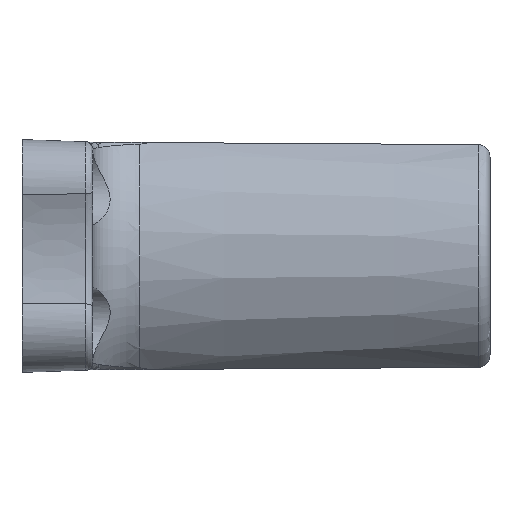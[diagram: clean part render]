
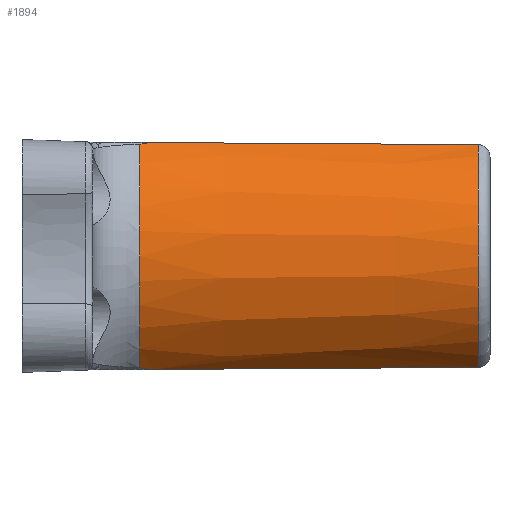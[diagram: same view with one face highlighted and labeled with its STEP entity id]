
A CAD part, left-side view. The second image highlights one B-rep face of the part: STEP entity #1894.
In plain terms, the highlighted conical face has half-angle 4.131 degrees and reference radius 50 mm.
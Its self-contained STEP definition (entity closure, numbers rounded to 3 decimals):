
#89 = CARTESIAN_POINT ( 'NONE',  ( -24.438, 4.968, -44.032 ) ) ;
#96 = VERTEX_POINT ( 'NONE', #2374 ) ;
#116 = CARTESIAN_POINT ( 'NONE',  ( -39.23, 132.656, 44.845 ) ) ;
#121 = EDGE_CURVE ( 'NONE', #3942, #96, #2027, .T. ) ;
#197 = CARTESIAN_POINT ( 'NONE',  ( -40.269, 137.284, 44.367 ) ) ;
#211 = CARTESIAN_POINT ( 'NONE',  ( -24.415, 4.75, 44.027 ) ) ;
#295 = EDGE_CURVE ( 'NONE', #983, #337, #4523, .T. ) ;
#337 = VERTEX_POINT ( 'NONE', #3340 ) ;
#396 = EDGE_CURVE ( 'NONE', #3942, #3075, #3762, .T. ) ;
#425 = CARTESIAN_POINT ( 'NONE',  ( -24.438, 4.968, -44.032 ) ) ;
#459 = CARTESIAN_POINT ( 'NONE',  ( -40.704, 138.441, -44.081 ) ) ;
#498 = CARTESIAN_POINT ( 'NONE',  ( -31.137, 58.107, -44.37 ) ) ;
#508 = ORIENTED_EDGE ( 'NONE', *, *, #3009, .T. ) ;
#525 = CARTESIAN_POINT ( 'NONE',  ( -31.137, 58.11, 44.37 ) ) ;
#599 = CARTESIAN_POINT ( 'NONE',  ( -40.704, 138.441, 44.081 ) ) ;
#699 = DIRECTION ( 'NONE',  ( 0., 0., -1. ) ) ;
#773 = EDGE_CURVE ( 'NONE', #895, #3075, #979, .T. ) ;
#833 = CARTESIAN_POINT ( 'NONE',  ( -39.23, 132.656, 44.845 ) ) ;
#895 = VERTEX_POINT ( 'NONE', #1083 ) ;
#965 = ORIENTED_EDGE ( 'NONE', *, *, #121, .T. ) ;
#979 = B_SPLINE_CURVE_WITH_KNOTS ( 'NONE', 3,
 ( #2075, #211, #1593, #4295 ),
 .UNSPECIFIED., .F., .F.,
 ( 4, 4 ),
 ( 0., 0. ),
 .UNSPECIFIED. ) ;
#983 = VERTEX_POINT ( 'NONE', #1912 ) ;
#1015 = CARTESIAN_POINT ( 'NONE',  ( -25.896, 15.581, 44.099 ) ) ;
#1083 = CARTESIAN_POINT ( 'NONE',  ( -24.413, 4.64, 44.019 ) ) ;
#1165 = CARTESIAN_POINT ( 'NONE',  ( -34.777, 90.039, 44.573 ) ) ;
#1167 = CARTESIAN_POINT ( 'NONE',  ( -40.613, 138.213, 44.143 ) ) ;
#1405 = CARTESIAN_POINT ( 'NONE',  ( 0., 138.441, 0. ) ) ;
#1488 = CARTESIAN_POINT ( 'NONE',  ( -40.48, 137.867, 44.231 ) ) ;
#1561 = ORIENTED_EDGE ( 'NONE', *, *, #4094, .F. ) ;
#1593 = CARTESIAN_POINT ( 'NONE',  ( -24.423, 4.859, 44.031 ) ) ;
#1673 = CARTESIAN_POINT ( 'NONE',  ( -39.333, 133.667, -44.851 ) ) ;
#1737 = CARTESIAN_POINT ( 'NONE',  ( -40.351, 137.518, 44.315 ) ) ;
#1881 = DIRECTION ( 'NONE',  ( 0., 1., 0. ) ) ;
#1894 = ADVANCED_FACE ( 'NONE', ( #4907 ), #2141, .T. ) ;
#1912 = CARTESIAN_POINT ( 'NONE',  ( -40.704, 138.441, -44.081 ) ) ;
#1955 = CARTESIAN_POINT ( 'NONE',  ( -24.413, 4.64, -44.019 ) ) ;
#1957 = CARTESIAN_POINT ( 'NONE',  ( -39.23, 132.656, -44.845 ) ) ;
#2027 = B_SPLINE_CURVE_WITH_KNOTS ( 'NONE', 3,
 ( #833, #4123, #3882, #2783, #3801, #197, #1737, #1488, #4847, #1167, #4276, #599 ),
 .UNSPECIFIED., .F., .F.,
 ( 4, 2, 2, 2, 2, 4 ),
 ( 0., 0.003, 0.005, 0.005, 0.006, 0.006 ),
 .UNSPECIFIED. ) ;
#2051 = B_SPLINE_CURVE_WITH_KNOTS ( 'NONE', 3,
 ( #4820, #4099, #2674, #3145, #498, #3299, #3070, #1957 ),
 .UNSPECIFIED., .F., .F.,
 ( 4, 2, 2, 4 ),
 ( 0.005, 0.037, 0.069, 0.134 ),
 .UNSPECIFIED. ) ;
#2075 = CARTESIAN_POINT ( 'NONE',  ( -24.413, 4.64, 44.019 ) ) ;
#2112 = ORIENTED_EDGE ( 'NONE', *, *, #396, .F. ) ;
#2141 = CONICAL_SURFACE ( 'NONE', #4361, 50., 0.072 ) ;
#2313 = CARTESIAN_POINT ( 'NONE',  ( -24.438, 4.968, 44.032 ) ) ;
#2358 = CARTESIAN_POINT ( 'NONE',  ( -24.415, 4.75, -44.027 ) ) ;
#2374 = CARTESIAN_POINT ( 'NONE',  ( -40.704, 138.441, 44.081 ) ) ;
#2395 = CARTESIAN_POINT ( 'NONE',  ( -40.016, 136.583, -44.528 ) ) ;
#2480 = CARTESIAN_POINT ( 'NONE',  ( -39.515, 134.653, -44.787 ) ) ;
#2490 = CARTESIAN_POINT ( 'NONE',  ( 0., 4.64, 0. ) ) ;
#2545 = CARTESIAN_POINT ( 'NONE',  ( -29.885, 47.472, 44.302 ) ) ;
#2674 = CARTESIAN_POINT ( 'NONE',  ( -27.263, 26.206, -44.167 ) ) ;
#2782 = DIRECTION ( 'NONE',  ( 0., 0., 1. ) ) ;
#2783 = CARTESIAN_POINT ( 'NONE',  ( -39.891, 136.101, 44.593 ) ) ;
#2842 = ORIENTED_EDGE ( 'NONE', *, *, #773, .T. ) ;
#2985 = VERTEX_POINT ( 'NONE', #3740 ) ;
#3009 = EDGE_CURVE ( 'NONE', #2985, #895, #4039, .T. ) ;
#3014 = AXIS2_PLACEMENT_3D ( 'NONE', #2490, #3980, #699 ) ;
#3070 = CARTESIAN_POINT ( 'NONE',  ( -37.047, 111.343, -44.709 ) ) ;
#3075 = VERTEX_POINT ( 'NONE', #4149 ) ;
#3145 = CARTESIAN_POINT ( 'NONE',  ( -29.884, 47.469, -44.302 ) ) ;
#3190 = CARTESIAN_POINT ( 'NONE',  ( -27.264, 26.207, 44.167 ) ) ;
#3222 = ORIENTED_EDGE ( 'NONE', *, *, #4825, .F. ) ;
#3299 = CARTESIAN_POINT ( 'NONE',  ( -34.777, 90.037, -44.573 ) ) ;
#3340 = CARTESIAN_POINT ( 'NONE',  ( -39.23, 132.656, -44.845 ) ) ;
#3558 = B_SPLINE_CURVE_WITH_KNOTS ( 'NONE', 3,
 ( #425, #4097, #2358, #1955 ),
 .UNSPECIFIED., .F., .F.,
 ( 4, 4 ),
 ( 0., 0. ),
 .UNSPECIFIED. ) ;
#3686 = ORIENTED_EDGE ( 'NONE', *, *, #295, .T. ) ;
#3740 = CARTESIAN_POINT ( 'NONE',  ( -24.413, 4.64, -44.019 ) ) ;
#3762 = B_SPLINE_CURVE_WITH_KNOTS ( 'NONE', 3,
 ( #116, #4037, #1165, #525, #2545, #3190, #1015, #2313 ),
 .UNSPECIFIED., .F., .F.,
 ( 4, 2, 2, 4 ),
 ( 0.006, 0.07, 0.102, 0.134 ),
 .UNSPECIFIED. ) ;
#3801 = CARTESIAN_POINT ( 'NONE',  ( -40.033, 136.577, 44.512 ) ) ;
#3882 = CARTESIAN_POINT ( 'NONE',  ( -39.516, 134.655, 44.787 ) ) ;
#3892 = CARTESIAN_POINT ( 'NONE',  ( -40.337, 137.53, -44.331 ) ) ;
#3942 = VERTEX_POINT ( 'NONE', #4567 ) ;
#3980 = DIRECTION ( 'NONE',  ( 0., 1., 0. ) ) ;
#4024 = CARTESIAN_POINT ( 'NONE',  ( 0., 0., 0. ) ) ;
#4037 = CARTESIAN_POINT ( 'NONE',  ( -37.047, 111.343, 44.709 ) ) ;
#4039 = CIRCLE ( 'NONE', #3014, 50.335 ) ;
#4094 = EDGE_CURVE ( 'NONE', #4245, #337, #2051, .T. ) ;
#4097 = CARTESIAN_POINT ( 'NONE',  ( -24.423, 4.859, -44.031 ) ) ;
#4099 = CARTESIAN_POINT ( 'NONE',  ( -25.896, 15.582, -44.099 ) ) ;
#4123 = CARTESIAN_POINT ( 'NONE',  ( -39.333, 133.669, 44.851 ) ) ;
#4149 = CARTESIAN_POINT ( 'NONE',  ( -24.438, 4.968, 44.032 ) ) ;
#4172 = EDGE_LOOP ( 'NONE', ( #3222, #3686, #1561, #4488, #508, #2842, #2112, #965 ) ) ;
#4189 = DIRECTION ( 'NONE',  ( 0., 0., 1. ) ) ;
#4245 = VERTEX_POINT ( 'NONE', #89 ) ;
#4275 = DIRECTION ( 'NONE',  ( 0., 1., 0. ) ) ;
#4276 = CARTESIAN_POINT ( 'NONE',  ( -40.659, 138.328, 44.112 ) ) ;
#4295 = CARTESIAN_POINT ( 'NONE',  ( -24.438, 4.968, 44.032 ) ) ;
#4317 = EDGE_CURVE ( 'NONE', #4245, #2985, #3558, .T. ) ;
#4361 = AXIS2_PLACEMENT_3D ( 'NONE', #4024, #1881, #4189 ) ;
#4447 = CARTESIAN_POINT ( 'NONE',  ( -39.23, 132.656, -44.845 ) ) ;
#4488 = ORIENTED_EDGE ( 'NONE', *, *, #4317, .T. ) ;
#4523 = B_SPLINE_CURVE_WITH_KNOTS ( 'NONE', 3,
 ( #459, #3892, #2395, #2480, #1673, #4447 ),
 .UNSPECIFIED., .F., .F.,
 ( 4, 2, 4 ),
 ( 0., 0.003, 0.006 ),
 .UNSPECIFIED. ) ;
#4567 = CARTESIAN_POINT ( 'NONE',  ( -39.23, 132.656, 44.845 ) ) ;
#4632 = AXIS2_PLACEMENT_3D ( 'NONE', #1405, #4275, #2782 ) ;
#4820 = CARTESIAN_POINT ( 'NONE',  ( -24.438, 4.968, -44.032 ) ) ;
#4825 = EDGE_CURVE ( 'NONE', #983, #96, #4916, .T. ) ;
#4847 = CARTESIAN_POINT ( 'NONE',  ( -40.524, 137.982, 44.202 ) ) ;
#4907 = FACE_OUTER_BOUND ( 'NONE', #4172, .T. ) ;
#4916 = CIRCLE ( 'NONE', #4632, 60. ) ;
